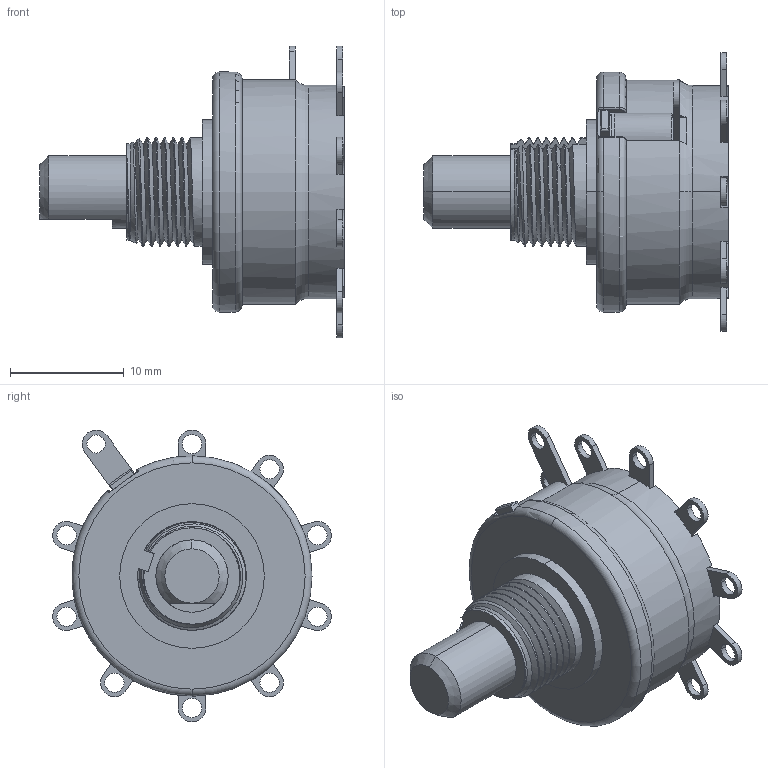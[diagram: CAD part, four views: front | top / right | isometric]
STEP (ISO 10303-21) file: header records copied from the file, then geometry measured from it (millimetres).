
FILE_DESCRIPTION((''),'2;1');
FILE_NAME('5000-3','2015-02-04T',('AMERCURI'),(''),'PRO/ENGINEER BY PARAMETRIC TECHNOLOGY CORPORATION, 2011490','PRO/ENGINEER BY PARAMETRIC TECHNOLOGY CORPORATION, 2011490','');
FILE_SCHEMA(('CONFIG_CONTROL_DESIGN'));
Length unit declared in the file: inch
Products named in the file (1): 5000-3
Bounding box: 26.72 x 24.48 x 25.61 mm (x, y, z)
Volume: 4259.8 mm3; surface area: 2215 mm2
Topology: 1 solids, 1 shells, 655 faces, 1826 edges, 1204 vertices
Faces by surface type: plane 519, cylinder 102, bspline 24, torus 5, cone 5
Entity records: 24541 total; most frequent: CARTESIAN_POINT 7664, ORIENTED_EDGE 3652, DIRECTION 3235, EDGE_CURVE 1826, VECTOR 1493, LINE 1493, VERTEX_POINT 1204, AXIS2_PLACEMENT_3D 871
